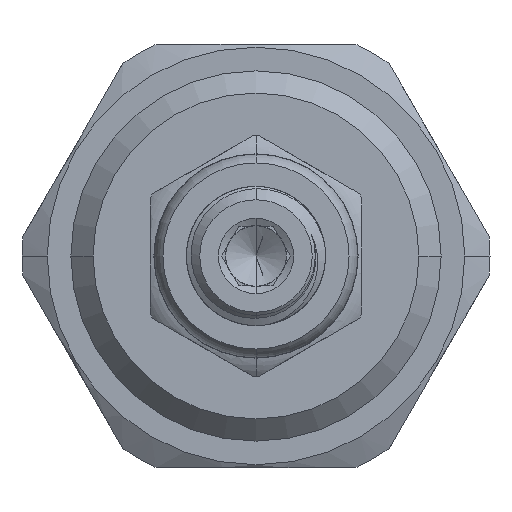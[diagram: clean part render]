
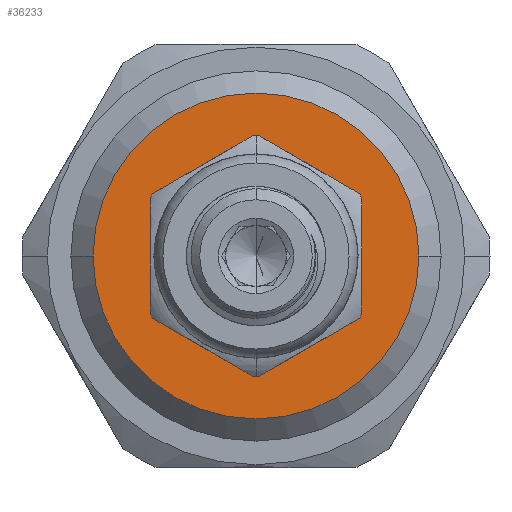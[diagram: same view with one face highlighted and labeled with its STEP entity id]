
A CAD part, left-side view. The second image highlights one B-rep face of the part: STEP entity #36233.
In plain terms, the highlighted planar face has unit normal (-1, 0, 0).
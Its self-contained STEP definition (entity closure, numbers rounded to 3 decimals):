
#3557 = DIRECTION ( 'NONE',  ( -1., 0., 0. ) ) ;
#3834 = DIRECTION ( 'NONE',  ( 1., 0., 0. ) ) ;
#4328 = VERTEX_POINT ( 'NONE', #28238 ) ;
#5180 = VERTEX_POINT ( 'NONE', #29476 ) ;
#8569 = DIRECTION ( 'NONE',  ( 0., 0., -1. ) ) ;
#11616 = AXIS2_PLACEMENT_3D ( 'NONE', #36726, #28365, #32348 ) ;
#11675 = CIRCLE ( 'NONE', #22227, 11. ) ;
#11830 = ORIENTED_EDGE ( 'NONE', *, *, #14335, .T. ) ;
#12140 = CARTESIAN_POINT ( 'NONE',  ( 4.316, 52.232, -6.875 ) ) ;
#12195 = FACE_BOUND ( 'NONE', #42032, .T. ) ;
#14335 = EDGE_CURVE ( 'NONE', #38926, #4328, #47467, .T. ) ;
#15309 = AXIS2_PLACEMENT_3D ( 'NONE', #53162, #3557, #20412 ) ;
#15367 = ORIENTED_EDGE ( 'NONE', *, *, #32499, .T. ) ;
#19281 = FACE_OUTER_BOUND ( 'NONE', #40267, .T. ) ;
#20166 = DIRECTION ( 'NONE',  ( 0., 0., -1. ) ) ;
#20412 = DIRECTION ( 'NONE',  ( 0., 1., 0. ) ) ;
#22227 = AXIS2_PLACEMENT_3D ( 'NONE', #37555, #37024, #32630 ) ;
#24417 = PLANE ( 'NONE',  #15309 ) ;
#28238 = CARTESIAN_POINT ( 'NONE',  ( 4.316, 63.232, 0. ) ) ;
#28365 = DIRECTION ( 'NONE',  ( -1., 0., 0. ) ) ;
#28876 = AXIS2_PLACEMENT_3D ( 'NONE', #36536, #3834, #20166 ) ;
#29476 = CARTESIAN_POINT ( 'NONE',  ( 4.316, 52.232, 6.875 ) ) ;
#30939 = VERTEX_POINT ( 'NONE', #12140 ) ;
#32257 = CIRCLE ( 'NONE', #28876, 6.875 ) ;
#32348 = DIRECTION ( 'NONE',  ( 0., 1., 0. ) ) ;
#32499 = EDGE_CURVE ( 'NONE', #4328, #38926, #11675, .T. ) ;
#32630 = DIRECTION ( 'NONE',  ( 0., 1., 0. ) ) ;
#34554 = ORIENTED_EDGE ( 'NONE', *, *, #48983, .T. ) ;
#36233 = ADVANCED_FACE ( 'NONE', ( #12195, #19281 ), #24417, .T. ) ;
#36536 = CARTESIAN_POINT ( 'NONE',  ( 4.316, 52.232, 0. ) ) ;
#36663 = EDGE_CURVE ( 'NONE', #5180, #30939, #32257, .T. ) ;
#36726 = CARTESIAN_POINT ( 'NONE',  ( 4.316, 52.232, 0. ) ) ;
#37024 = DIRECTION ( 'NONE',  ( -1., 0., 0. ) ) ;
#37555 = CARTESIAN_POINT ( 'NONE',  ( 4.316, 52.232, 0. ) ) ;
#38926 = VERTEX_POINT ( 'NONE', #53558 ) ;
#39780 = AXIS2_PLACEMENT_3D ( 'NONE', #40595, #44797, #8569 ) ;
#40267 = EDGE_LOOP ( 'NONE', ( #11830, #15367 ) ) ;
#40595 = CARTESIAN_POINT ( 'NONE',  ( 4.316, 52.232, 0. ) ) ;
#42032 = EDGE_LOOP ( 'NONE', ( #43943, #34554 ) ) ;
#43943 = ORIENTED_EDGE ( 'NONE', *, *, #36663, .T. ) ;
#44797 = DIRECTION ( 'NONE',  ( 1., 0., 0. ) ) ;
#47467 = CIRCLE ( 'NONE', #11616, 11. ) ;
#48767 = CIRCLE ( 'NONE', #39780, 6.875 ) ;
#48983 = EDGE_CURVE ( 'NONE', #30939, #5180, #48767, .T. ) ;
#53162 = CARTESIAN_POINT ( 'NONE',  ( 4.316, 52.232, 0. ) ) ;
#53558 = CARTESIAN_POINT ( 'NONE',  ( 4.316, 41.232, 0. ) ) ;
